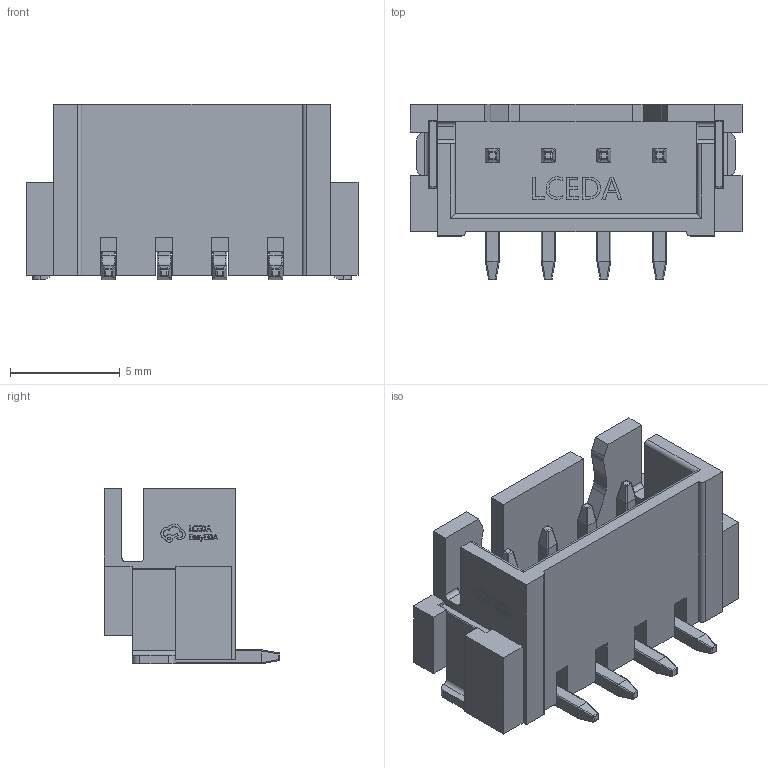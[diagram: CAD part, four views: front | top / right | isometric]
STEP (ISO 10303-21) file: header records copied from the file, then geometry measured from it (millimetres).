
FILE_DESCRIPTION (( 'STEP AP214' ), '1' );
FILE_NAME ('CONN-SMD_4P-P2.54_C9900012758.step', '2022-07-29T13:55:53', ( '' ), ( '' ), 'SwSTEP 2.0', 'SolidWorks 2020', '' );
FILE_SCHEMA (( 'AUTOMOTIVE_DESIGN' ));
Length unit declared in the file: millimetre
Products named in the file (1): CONN-SMD_4P-P2.54_C9900012758
Bounding box: 15.12 x 8 x 8 mm (x, y, z)
Volume: 301.8 mm3; surface area: 833.1 mm2
Topology: 16 solids, 16 shells, 681 faces, 1770 edges, 1120 vertices
Faces by surface type: plane 370, cylinder 151, bspline 112, sphere 32, torus 16
Entity records: 29294 total; most frequent: CARTESIAN_POINT 5978, ORIENTED_EDGE 3508, DIRECTION 2794, EDGE_CURVE 1754, VECTOR 1186, LINE 1186, VERTEX_POINT 1120, AXIS2_PLACEMENT_3D 804
